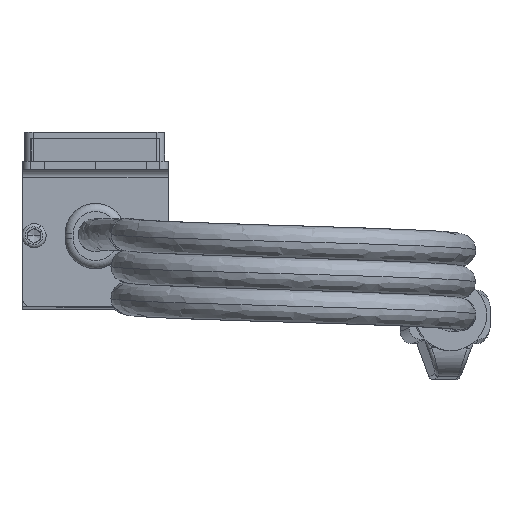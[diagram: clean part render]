
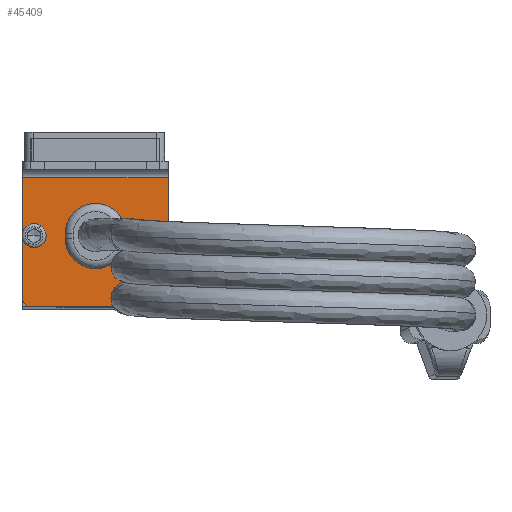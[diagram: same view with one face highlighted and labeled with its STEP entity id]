
A CAD part, top view. The second image highlights one B-rep face of the part: STEP entity #45409.
In plain terms, the highlighted planar face has unit normal (0, 0, 1).
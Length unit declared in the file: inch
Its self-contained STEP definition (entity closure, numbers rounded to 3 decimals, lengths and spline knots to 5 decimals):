
#818 = EDGE_LOOP ( 'NONE', ( #2682, #46139 ) ) ;
#858 = EDGE_CURVE ( 'NONE', #17266, #8354, #34972, .T. ) ;
#1330 = CIRCLE ( 'NONE', #54910, 0.37 ) ;
#1446 = DIRECTION ( 'NONE',  ( 0., 0., 1. ) ) ;
#1912 = ORIENTED_EDGE ( 'NONE', *, *, #25839, .F. ) ;
#2536 = DIRECTION ( 'NONE',  ( 1., 0., 0. ) ) ;
#2682 = ORIENTED_EDGE ( 'NONE', *, *, #3448, .F. ) ;
#2753 = CARTESIAN_POINT ( 'NONE',  ( -0.37, -0.05392, 0. ) ) ;
#2809 = FACE_BOUND ( 'NONE', #17501, .T. ) ;
#2986 = CARTESIAN_POINT ( 'NONE',  ( 0.37, 0.00608, 0. ) ) ;
#3448 = EDGE_CURVE ( 'NONE', #47336, #17849, #35876, .T. ) ;
#4188 = AXIS2_PLACEMENT_3D ( 'NONE', #20560, #51003, #51387 ) ;
#4348 = EDGE_LOOP ( 'NONE', ( #53418, #11953, #13765, #1912, #51644, #31845 ) ) ;
#5683 = VECTOR ( 'NONE', #26236, 39.37008 ) ;
#6501 = CIRCLE ( 'NONE', #32715, 0.08 ) ;
#6568 = CARTESIAN_POINT ( 'NONE',  ( -0.89, -0.79, 0. ) ) ;
#8269 = DIRECTION ( 'NONE',  ( 0., 0., 1. ) ) ;
#8354 = VERTEX_POINT ( 'NONE', #13878 ) ;
#8548 = CARTESIAN_POINT ( 'NONE',  ( -0.89, 0.89, 0. ) ) ;
#9116 = AXIS2_PLACEMENT_3D ( 'NONE', #47218, #38532, #2536 ) ;
#10053 = DIRECTION ( 'NONE',  ( 1., 0., 0. ) ) ;
#10301 = EDGE_CURVE ( 'NONE', #17463, #45589, #30391, .T. ) ;
#10949 = ORIENTED_EDGE ( 'NONE', *, *, #10301, .F. ) ;
#11014 = VECTOR ( 'NONE', #57530, 39.37008 ) ;
#11320 = EDGE_CURVE ( 'NONE', #30569, #56947, #46143, .T. ) ;
#11423 = CIRCLE ( 'NONE', #56622, 0.08 ) ;
#11953 = ORIENTED_EDGE ( 'NONE', *, *, #31231, .T. ) ;
#12323 = DIRECTION ( 'NONE',  ( 0., 0., 1. ) ) ;
#13260 = VERTEX_POINT ( 'NONE', #43300 ) ;
#13765 = ORIENTED_EDGE ( 'NONE', *, *, #858, .T. ) ;
#13878 = CARTESIAN_POINT ( 'NONE',  ( 0.89, 0.69, 0. ) ) ;
#13954 = ORIENTED_EDGE ( 'NONE', *, *, #23731, .F. ) ;
#15102 = LINE ( 'NONE', #36759, #53275 ) ;
#15693 = CARTESIAN_POINT ( 'NONE',  ( 0.37, 0.00608, 0. ) ) ;
#16311 = CARTESIAN_POINT ( 'NONE',  ( 0.67, -0.02, 0. ) ) ;
#16489 = CARTESIAN_POINT ( 'NONE',  ( 0., 0., 0. ) ) ;
#16690 = CARTESIAN_POINT ( 'NONE',  ( 0.75, -0.02, 0. ) ) ;
#16721 = FACE_BOUND ( 'NONE', #818, .T. ) ;
#17078 = CARTESIAN_POINT ( 'NONE',  ( -0.83, -0.02, 0. ) ) ;
#17266 = VERTEX_POINT ( 'NONE', #29947 ) ;
#17463 = VERTEX_POINT ( 'NONE', #2753 ) ;
#17501 = EDGE_LOOP ( 'NONE', ( #32779, #19301, #10949, #13954 ) ) ;
#17792 = EDGE_CURVE ( 'NONE', #17807, #42768, #24009, .T. ) ;
#17807 = VERTEX_POINT ( 'NONE', #55644 ) ;
#17849 = VERTEX_POINT ( 'NONE', #17078 ) ;
#17973 = EDGE_CURVE ( 'NONE', #56947, #17807, #23957, .T. ) ;
#19301 = ORIENTED_EDGE ( 'NONE', *, *, #38241, .F. ) ;
#19585 = DIRECTION ( 'NONE',  ( 1., 0., 0. ) ) ;
#19663 = ORIENTED_EDGE ( 'NONE', *, *, #55729, .F. ) ;
#20154 = LINE ( 'NONE', #2986, #38255 ) ;
#20560 = CARTESIAN_POINT ( 'NONE',  ( 0.79, -0.79, 0. ) ) ;
#21894 = AXIS2_PLACEMENT_3D ( 'NONE', #16489, #39050, #51978 ) ;
#21900 = CARTESIAN_POINT ( 'NONE',  ( -0.79, -0.79, 0. ) ) ;
#22757 = CARTESIAN_POINT ( 'NONE',  ( 0.83, -0.02, 0. ) ) ;
#23136 = VERTEX_POINT ( 'NONE', #16311 ) ;
#23731 = EDGE_CURVE ( 'NONE', #13260, #17463, #32683, .T. ) ;
#23957 = CIRCLE ( 'NONE', #38405, 0.1 ) ;
#24009 = LINE ( 'NONE', #29293, #46263 ) ;
#24338 = CARTESIAN_POINT ( 'NONE',  ( 0.79, -0.89, 0. ) ) ;
#25160 = EDGE_LOOP ( 'NONE', ( #19663, #32283 ) ) ;
#25270 = AXIS2_PLACEMENT_3D ( 'NONE', #36839, #1446, #32551 ) ;
#25839 = EDGE_CURVE ( 'NONE', #30569, #8354, #15102, .T. ) ;
#25972 = PLANE ( 'NONE',  #21894 ) ;
#26236 = DIRECTION ( 'NONE',  ( 0., 1., 0. ) ) ;
#26509 = CARTESIAN_POINT ( 'NONE',  ( -0.37, 0.00608, 0. ) ) ;
#28587 = EDGE_CURVE ( 'NONE', #33159, #13260, #1330, .T. ) ;
#29293 = CARTESIAN_POINT ( 'NONE',  ( -0.89, -0.89, 0. ) ) ;
#29594 = DIRECTION ( 'NONE',  ( 0., 1., 0. ) ) ;
#29947 = CARTESIAN_POINT ( 'NONE',  ( 0.89, -0.79, 0. ) ) ;
#30391 = CIRCLE ( 'NONE', #9116, 0.37 ) ;
#30569 = VERTEX_POINT ( 'NONE', #50286 ) ;
#31231 = EDGE_CURVE ( 'NONE', #42768, #17266, #45411, .T. ) ;
#31845 = ORIENTED_EDGE ( 'NONE', *, *, #17973, .T. ) ;
#32283 = ORIENTED_EDGE ( 'NONE', *, *, #40512, .F. ) ;
#32551 = DIRECTION ( 'NONE',  ( 1., 0., 0. ) ) ;
#32683 = LINE ( 'NONE', #26509, #11014 ) ;
#32715 = AXIS2_PLACEMENT_3D ( 'NONE', #16690, #12323, #38668 ) ;
#32779 = ORIENTED_EDGE ( 'NONE', *, *, #28587, .F. ) ;
#33159 = VERTEX_POINT ( 'NONE', #15693 ) ;
#33180 = CARTESIAN_POINT ( 'NONE',  ( 0.75, -0.02, 0. ) ) ;
#33589 = DIRECTION ( 'NONE',  ( 1., 0., 0. ) ) ;
#33905 = DIRECTION ( 'NONE',  ( 1., 0., 0. ) ) ;
#34972 = LINE ( 'NONE', #47987, #5683 ) ;
#35319 = DIRECTION ( 'NONE',  ( 1., 0., 0. ) ) ;
#35640 = CIRCLE ( 'NONE', #50662, 0.08 ) ;
#35781 = CARTESIAN_POINT ( 'NONE',  ( -0.67, -0.02, 0. ) ) ;
#35876 = CIRCLE ( 'NONE', #25270, 0.08 ) ;
#36759 = CARTESIAN_POINT ( 'NONE',  ( -0.89, 0.69, 0. ) ) ;
#36839 = CARTESIAN_POINT ( 'NONE',  ( -0.75, -0.02, 0. ) ) ;
#38214 = CARTESIAN_POINT ( 'NONE',  ( 0., 0.00608, 0. ) ) ;
#38241 = EDGE_CURVE ( 'NONE', #45589, #33159, #20154, .T. ) ;
#38255 = VECTOR ( 'NONE', #29594, 39.37008 ) ;
#38400 = DIRECTION ( 'NONE',  ( 0., 0., 1. ) ) ;
#38405 = AXIS2_PLACEMENT_3D ( 'NONE', #21900, #8269, #35319 ) ;
#38532 = DIRECTION ( 'NONE',  ( 0., 0., 1. ) ) ;
#38668 = DIRECTION ( 'NONE',  ( 1., 0., 0. ) ) ;
#39050 = DIRECTION ( 'NONE',  ( 0., 0., 1. ) ) ;
#39870 = VERTEX_POINT ( 'NONE', #22757 ) ;
#40512 = EDGE_CURVE ( 'NONE', #23136, #39870, #11423, .T. ) ;
#42768 = VERTEX_POINT ( 'NONE', #24338 ) ;
#43300 = CARTESIAN_POINT ( 'NONE',  ( -0.37, 0.00608, 0. ) ) ;
#44725 = DIRECTION ( 'NONE',  ( 0., -1., 0. ) ) ;
#44958 = DIRECTION ( 'NONE',  ( 0., 0., 1. ) ) ;
#45148 = CARTESIAN_POINT ( 'NONE',  ( -0.75, -0.02, 0. ) ) ;
#45409 = ADVANCED_FACE ( 'NONE', ( #2809, #52810, #16721, #48671 ), #25972, .T. ) ;
#45411 = CIRCLE ( 'NONE', #4188, 0.1 ) ;
#45589 = VERTEX_POINT ( 'NONE', #48483 ) ;
#46139 = ORIENTED_EDGE ( 'NONE', *, *, #51161, .F. ) ;
#46143 = LINE ( 'NONE', #8548, #54498 ) ;
#46198 = DIRECTION ( 'NONE',  ( 0., 0., 1. ) ) ;
#46263 = VECTOR ( 'NONE', #33589, 39.37008 ) ;
#47218 = CARTESIAN_POINT ( 'NONE',  ( 0., -0.05392, 0. ) ) ;
#47336 = VERTEX_POINT ( 'NONE', #35781 ) ;
#47987 = CARTESIAN_POINT ( 'NONE',  ( 0.89, 0.89, 0. ) ) ;
#48483 = CARTESIAN_POINT ( 'NONE',  ( 0.37, -0.05392, 0. ) ) ;
#48671 = FACE_OUTER_BOUND ( 'NONE', #4348, .T. ) ;
#48824 = DIRECTION ( 'NONE',  ( 1., 0., 0. ) ) ;
#50286 = CARTESIAN_POINT ( 'NONE',  ( -0.89, 0.69, 0. ) ) ;
#50662 = AXIS2_PLACEMENT_3D ( 'NONE', #45148, #44958, #48824 ) ;
#51003 = DIRECTION ( 'NONE',  ( 0., 0., 1. ) ) ;
#51161 = EDGE_CURVE ( 'NONE', #17849, #47336, #35640, .T. ) ;
#51387 = DIRECTION ( 'NONE',  ( 1., 0., 0. ) ) ;
#51644 = ORIENTED_EDGE ( 'NONE', *, *, #11320, .T. ) ;
#51978 = DIRECTION ( 'NONE',  ( 1., 0., 0. ) ) ;
#52810 = FACE_BOUND ( 'NONE', #25160, .T. ) ;
#53275 = VECTOR ( 'NONE', #10053, 39.37008 ) ;
#53418 = ORIENTED_EDGE ( 'NONE', *, *, #17792, .T. ) ;
#54498 = VECTOR ( 'NONE', #44725, 39.37008 ) ;
#54910 = AXIS2_PLACEMENT_3D ( 'NONE', #38214, #38400, #33905 ) ;
#55644 = CARTESIAN_POINT ( 'NONE',  ( -0.79, -0.89, 0. ) ) ;
#55729 = EDGE_CURVE ( 'NONE', #39870, #23136, #6501, .T. ) ;
#56622 = AXIS2_PLACEMENT_3D ( 'NONE', #33180, #46198, #19585 ) ;
#56947 = VERTEX_POINT ( 'NONE', #6568 ) ;
#57530 = DIRECTION ( 'NONE',  ( 0., -1., 0. ) ) ;
